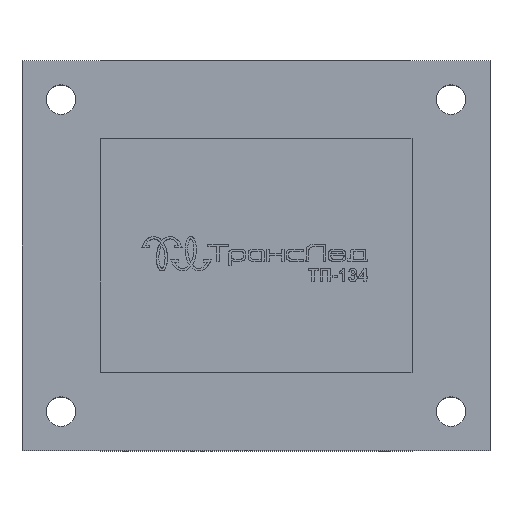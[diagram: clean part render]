
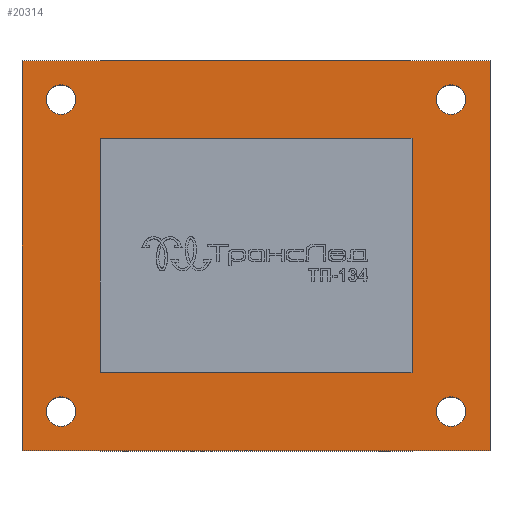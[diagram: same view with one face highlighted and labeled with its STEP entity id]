
A CAD part, top view. The second image highlights one B-rep face of the part: STEP entity #20314.
In plain terms, the highlighted planar face has unit normal (0, 0, 1).
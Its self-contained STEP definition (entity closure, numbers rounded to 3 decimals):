
#1275=FACE_BOUND('',#4113,.T.);
#1276=FACE_BOUND('',#4114,.T.);
#1277=FACE_BOUND('',#4115,.T.);
#1278=FACE_BOUND('',#4116,.T.);
#1709=CIRCLE('',#21960,1.7);
#1711=CIRCLE('',#21963,1.7);
#1713=CIRCLE('',#21966,1.7);
#1715=CIRCLE('',#21969,1.7);
#2575=FACE_OUTER_BOUND('',#4112,.T.);
#4112=EDGE_LOOP('',(#16171,#16172,#16173,#16174));
#4113=EDGE_LOOP('',(#16175));
#4114=EDGE_LOOP('',(#16176));
#4115=EDGE_LOOP('',(#16177));
#4116=EDGE_LOOP('',(#16178));
#5660=LINE('',#30013,#7609);
#5663=LINE('',#30019,#7612);
#5666=LINE('',#30025,#7615);
#5669=LINE('',#30029,#7618);
#7609=VECTOR('',#25413,10.);
#7612=VECTOR('',#25418,10.);
#7615=VECTOR('',#25423,10.);
#7618=VECTOR('',#25428,10.);
#9490=VERTEX_POINT('',#29983);
#9492=VERTEX_POINT('',#29989);
#9494=VERTEX_POINT('',#29995);
#9496=VERTEX_POINT('',#30001);
#9500=VERTEX_POINT('',#30010);
#9501=VERTEX_POINT('',#30012);
#9503=VERTEX_POINT('',#30018);
#9505=VERTEX_POINT('',#30024);
#11862=EDGE_CURVE('',#9490,#9490,#1709,.T.);
#11865=EDGE_CURVE('',#9492,#9492,#1711,.T.);
#11868=EDGE_CURVE('',#9494,#9494,#1713,.T.);
#11871=EDGE_CURVE('',#9496,#9496,#1715,.T.);
#11876=EDGE_CURVE('',#9501,#9500,#5660,.T.);
#11879=EDGE_CURVE('',#9503,#9501,#5663,.T.);
#11882=EDGE_CURVE('',#9505,#9503,#5666,.T.);
#11885=EDGE_CURVE('',#9500,#9505,#5669,.T.);
#16171=ORIENTED_EDGE('',*,*,#11885,.T.);
#16172=ORIENTED_EDGE('',*,*,#11882,.T.);
#16173=ORIENTED_EDGE('',*,*,#11879,.T.);
#16174=ORIENTED_EDGE('',*,*,#11876,.T.);
#16175=ORIENTED_EDGE('',*,*,#11871,.T.);
#16176=ORIENTED_EDGE('',*,*,#11868,.T.);
#16177=ORIENTED_EDGE('',*,*,#11865,.T.);
#16178=ORIENTED_EDGE('',*,*,#11862,.T.);
#19407=PLANE('',#21976);
#20314=ADVANCED_FACE('',(#2575,#1275,#1276,#1277,#1278),#19407,.F.);
#21960=AXIS2_PLACEMENT_3D('',#29984,#25383,#25384);
#21963=AXIS2_PLACEMENT_3D('',#29990,#25390,#25391);
#21966=AXIS2_PLACEMENT_3D('',#29996,#25397,#25398);
#21969=AXIS2_PLACEMENT_3D('',#30002,#25404,#25405);
#21976=AXIS2_PLACEMENT_3D('',#30031,#25431,#25432);
#25383=DIRECTION('center_axis',(0.,0.,-1.));
#25384=DIRECTION('ref_axis',(1.,0.,0.));
#25390=DIRECTION('center_axis',(0.,0.,-1.));
#25391=DIRECTION('ref_axis',(1.,0.,0.));
#25397=DIRECTION('center_axis',(0.,0.,-1.));
#25398=DIRECTION('ref_axis',(1.,0.,0.));
#25404=DIRECTION('center_axis',(0.,0.,-1.));
#25405=DIRECTION('ref_axis',(1.,0.,0.));
#25413=DIRECTION('',(0.,-1.,0.));
#25418=DIRECTION('',(-1.,0.,0.));
#25423=DIRECTION('',(0.,1.,0.));
#25428=DIRECTION('',(1.,0.,0.));
#25431=DIRECTION('center_axis',(0.,0.,-1.));
#25432=DIRECTION('ref_axis',(1.,0.,0.));
#29983=CARTESIAN_POINT('',(2.8,4.5,35.));
#29984=CARTESIAN_POINT('Origin',(4.5,4.5,35.));
#29989=CARTESIAN_POINT('',(47.8,4.5,35.));
#29990=CARTESIAN_POINT('Origin',(49.5,4.5,35.));
#29995=CARTESIAN_POINT('',(47.8,40.5,35.));
#29996=CARTESIAN_POINT('Origin',(49.5,40.5,35.));
#30001=CARTESIAN_POINT('',(2.8,40.5,35.));
#30002=CARTESIAN_POINT('Origin',(4.5,40.5,35.));
#30010=CARTESIAN_POINT('',(0.,0.,35.));
#30012=CARTESIAN_POINT('',(0.,45.,35.));
#30013=CARTESIAN_POINT('',(0.,0.,35.));
#30018=CARTESIAN_POINT('',(54.,45.,35.));
#30019=CARTESIAN_POINT('',(0.,45.,35.));
#30024=CARTESIAN_POINT('',(54.,0.,35.));
#30025=CARTESIAN_POINT('',(54.,45.,35.));
#30029=CARTESIAN_POINT('',(54.,0.,35.));
#30031=CARTESIAN_POINT('Origin',(27.,22.5,35.));
